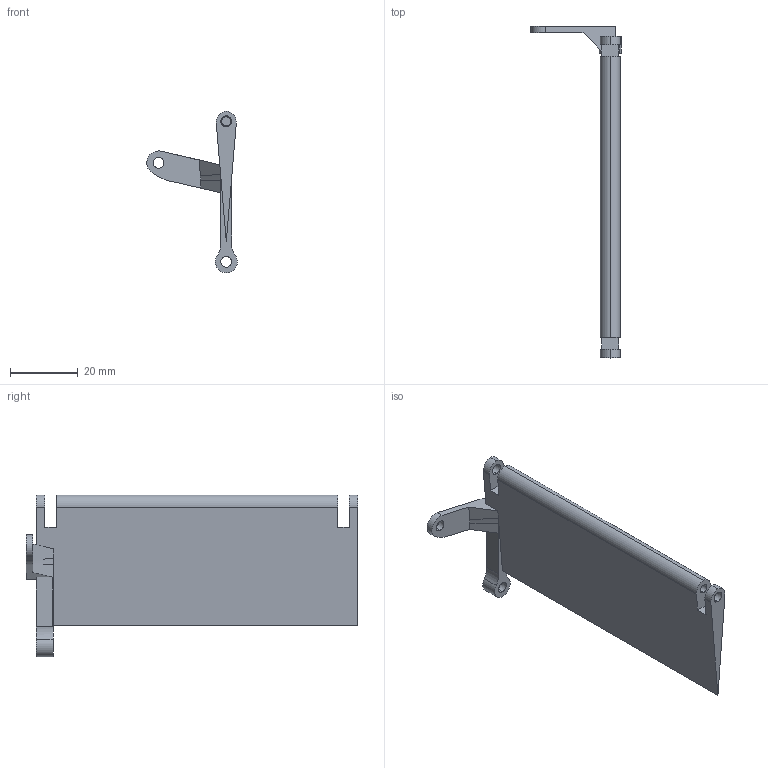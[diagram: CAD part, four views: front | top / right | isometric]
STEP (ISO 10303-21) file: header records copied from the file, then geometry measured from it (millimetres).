
FILE_DESCRIPTION (( 'STEP AP214' ), '1' );
FILE_NAME ('Aileron servo V3.STEP', '2019-07-27T15:06:48', ( '' ), ( '' ), 'SwSTEP 2.0', 'SolidWorks 2017', '' );
FILE_SCHEMA (( 'AUTOMOTIVE_DESIGN' ));
Length unit declared in the file: millimetre
Products named in the file (1): Aileron servo V3
Bounding box: 26.74 x 98 x 47.75 mm (x, y, z)
Volume: 11725.5 mm3; surface area: 9008.2 mm2
Topology: 1 solids, 1 shells, 48 faces, 131 edges, 87 vertices
Faces by surface type: cylinder 24, plane 23, cone 1
Entity records: 1587 total; most frequent: DIRECTION 278, CARTESIAN_POINT 270, ORIENTED_EDGE 262, EDGE_CURVE 131, AXIS2_PLACEMENT_3D 99, VERTEX_POINT 87, LINE 80, VECTOR 80
